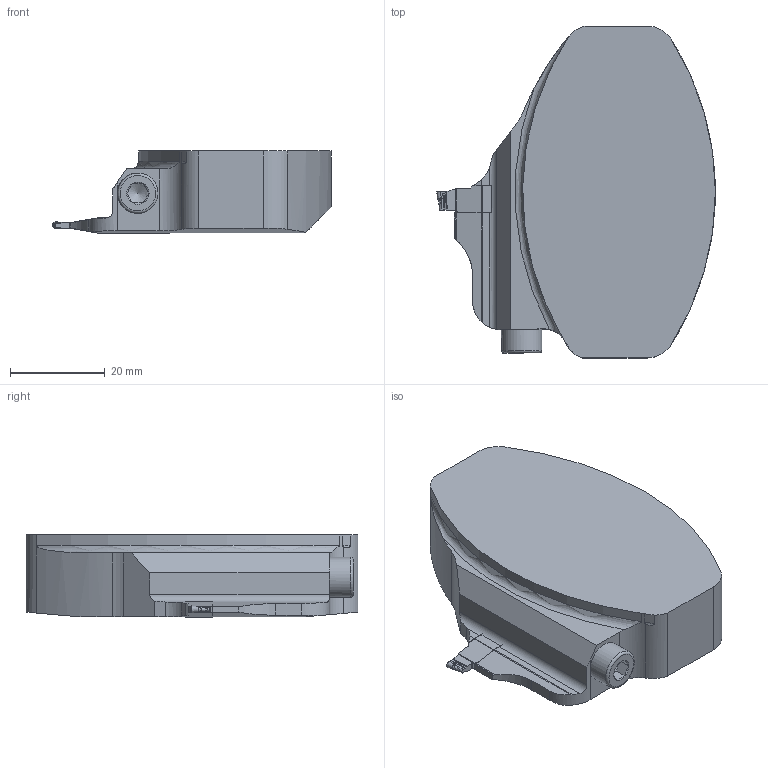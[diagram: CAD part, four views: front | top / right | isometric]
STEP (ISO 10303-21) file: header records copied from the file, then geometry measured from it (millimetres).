
FILE_DESCRIPTION(/* description */ (''),/* implementation_level */ '2;1');
FILE_NAME(/* name */ '1640078550244.stp',/* time_stamp */ '2021-12-21T14:52:44+05:00',/* author */ (''),/* organization */ ('SMS'),/* preprocessor_version */ 'ST-DEVELOPER v16.7',/* originating_system */ 'SIEMENS PLM Software NX 12.0',/* authorisation */ '');
FILE_SCHEMA (('AUTOMOTIVE_DESIGN { 1 0 10303 214 3 1 1 1 }'));
Length unit declared in the file: millimetre
Products named in the file (4): ASSEMBLY_CONSTRUCTION; 201721894mod000_00; 202512927mod000_01; 201721604mod000_02
Assembly tree (3 placements, depth 2):
  201721604mod000_02
    202512927mod000_01
    201721894mod000_00
    ASSEMBLY_CONSTRUCTION
Bounding box: 58.8 x 70 x 17.3 mm (x, y, z)
Volume: 44774.9 mm3; surface area: 9381.1 mm2
Topology: 2 solids, 2 shells, 131 faces, 363 edges, 244 vertices
Faces by surface type: plane 62, cylinder 40, bspline 11, cone 10, extrusion 5, torus 3
Full cylindrical faces by diameter (mm): 8.5 x1
Entity records: 5035 total; most frequent: CARTESIAN_POINT 1621, ORIENTED_EDGE 712, DIRECTION 656, EDGE_CURVE 356, AXIS2_PLACEMENT_3D 234, VERTEX_POINT 233, VECTOR 188, LINE 183
